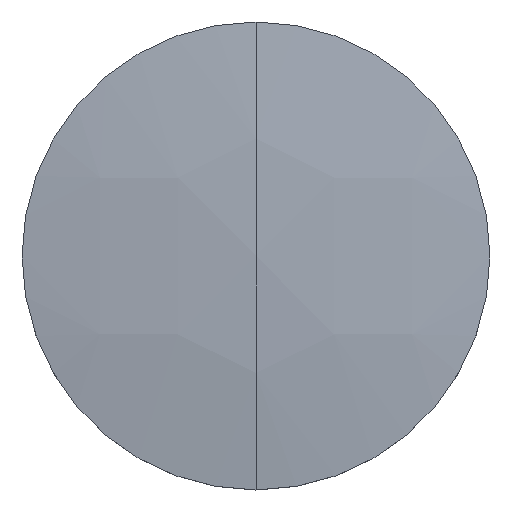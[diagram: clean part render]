
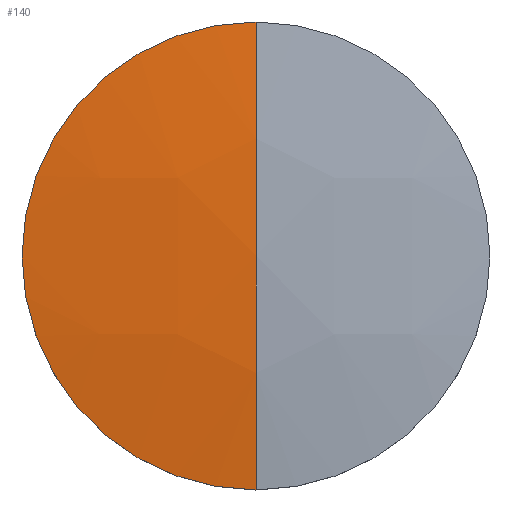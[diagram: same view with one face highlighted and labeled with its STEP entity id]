
A CAD part, top view. The second image highlights one B-rep face of the part: STEP entity #140.
In plain terms, the highlighted free-form (B-spline) face has degree [3, 3] with [4, 4] control points.
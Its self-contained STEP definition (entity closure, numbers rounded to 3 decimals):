
#1 = EDGE_CURVE ( 'NONE', #27, #187, #130, .T. ) ;
#4 = AXIS2_PLACEMENT_3D ( 'NONE', #185, #100, #53 ) ;
#8 = CARTESIAN_POINT ( 'NONE',  ( 0., -12.851, 3.123 ) ) ;
#9 = CARTESIAN_POINT ( 'NONE',  ( -8.567, -4.31, 4.004 ) ) ;
#24 = ORIENTED_EDGE ( 'NONE', *, *, #1, .T. ) ;
#27 = VERTEX_POINT ( 'NONE', #193 ) ;
#28 = CARTESIAN_POINT ( 'NONE',  ( -4.288, 4.31, 4.294 ) ) ;
#32 = ORIENTED_EDGE ( 'NONE', *, *, #248, .F. ) ;
#42 = CARTESIAN_POINT ( 'NONE',  ( -12.815, -4.31, 3.425 ) ) ;
#43 = DIRECTION ( 'NONE',  ( 1., 0., 0. ) ) ;
#46 = CARTESIAN_POINT ( 'NONE',  ( 0., 12.7, 3.143 ) ) ;
#47 = CIRCLE ( 'NONE', #4, 12.7 ) ;
#51 = FACE_OUTER_BOUND ( 'NONE', #286, .T. ) ;
#53 = DIRECTION ( 'NONE',  ( 1., 0., 0. ) ) ;
#61 = ORIENTED_EDGE ( 'NONE', *, *, #164, .F. ) ;
#70 = AXIS2_PLACEMENT_3D ( 'NONE', #282, #197, #43 ) ;
#72 = CARTESIAN_POINT ( 'NONE',  ( -12.815, 4.31, 3.425 ) ) ;
#76 = CARTESIAN_POINT ( 'NONE',  ( -4.288, -4.31, 4.294 ) ) ;
#90 = VERTEX_POINT ( 'NONE', #198 ) ;
#93 = CARTESIAN_POINT ( 'NONE',  ( -12.657, -12.851, 2.264 ) ) ;
#100 = DIRECTION ( 'NONE',  ( 0., 0., -1. ) ) ;
#130 = CIRCLE ( 'NONE', #285, 94.56 ) ;
#140 = ADVANCED_FACE ( 'NONE', ( #51 ), #290, .T. ) ;
#157 = CARTESIAN_POINT ( 'NONE',  ( 0., -4.31, 4.294 ) ) ;
#164 = EDGE_CURVE ( 'NONE', #90, #187, #291, .T. ) ;
#175 = CARTESIAN_POINT ( 'NONE',  ( -8.461, -12.851, 2.836 ) ) ;
#179 = CARTESIAN_POINT ( 'NONE',  ( 0., 12.851, 3.123 ) ) ;
#185 = CARTESIAN_POINT ( 'NONE',  ( 0., 0., 3.143 ) ) ;
#187 = VERTEX_POINT ( 'NONE', #46 ) ;
#193 = CARTESIAN_POINT ( 'NONE',  ( 0., -12.7, 3.143 ) ) ;
#197 = DIRECTION ( 'NONE',  ( 0., 0., -1. ) ) ;
#198 = CARTESIAN_POINT ( 'NONE',  ( -12.7, 0., 3.143 ) ) ;
#199 = CARTESIAN_POINT ( 'NONE',  ( -4.235, -12.851, 3.123 ) ) ;
#222 = CARTESIAN_POINT ( 'NONE',  ( 0., 0., -90.56 ) ) ;
#223 = CARTESIAN_POINT ( 'NONE',  ( 0., 4.31, 4.294 ) ) ;
#227 = CARTESIAN_POINT ( 'NONE',  ( -8.461, 12.851, 2.836 ) ) ;
#228 = CARTESIAN_POINT ( 'NONE',  ( -4.235, 12.851, 3.123 ) ) ;
#246 = DIRECTION ( 'NONE',  ( -1., 0., 0. ) ) ;
#248 = EDGE_CURVE ( 'NONE', #27, #90, #47, .T. ) ;
#274 = CARTESIAN_POINT ( 'NONE',  ( -12.657, 12.851, 2.264 ) ) ;
#276 = DIRECTION ( 'NONE',  ( 0., -1., 0. ) ) ;
#280 = CARTESIAN_POINT ( 'NONE',  ( -8.567, 4.31, 4.004 ) ) ;
#282 = CARTESIAN_POINT ( 'NONE',  ( 0., 0., 3.143 ) ) ;
#285 = AXIS2_PLACEMENT_3D ( 'NONE', #222, #246, #276 ) ;
#286 = EDGE_LOOP ( 'NONE', ( #32, #24, #61 ) ) ;
#290 =( BOUNDED_SURFACE ( )  B_SPLINE_SURFACE ( 3, 3, ( 
 ( #8, #199, #175, #93 ),
 ( #157, #76, #9, #42 ),
 ( #223, #28, #280, #72 ),
 ( #179, #228, #227, #274 ) ),
 .UNSPECIFIED., .F., .F., .F. ) 
 B_SPLINE_SURFACE_WITH_KNOTS ( ( 4, 4 ),
 ( 4, 4 ),
 ( 0., 1. ),
 ( 0., 1. ),
 .UNSPECIFIED. ) 
 GEOMETRIC_REPRESENTATION_ITEM ( )  RATIONAL_B_SPLINE_SURFACE ( (
 ( 1., 0.998, 0.998, 1.),
 ( 0.994, 0.992, 0.992, 0.994),
 ( 0.994, 0.992, 0.992, 0.994),
 ( 1., 0.998, 0.998, 1.) ) ) 
 REPRESENTATION_ITEM ( '' )  SURFACE ( )  );
#291 = CIRCLE ( 'NONE', #70, 12.7 ) ;
